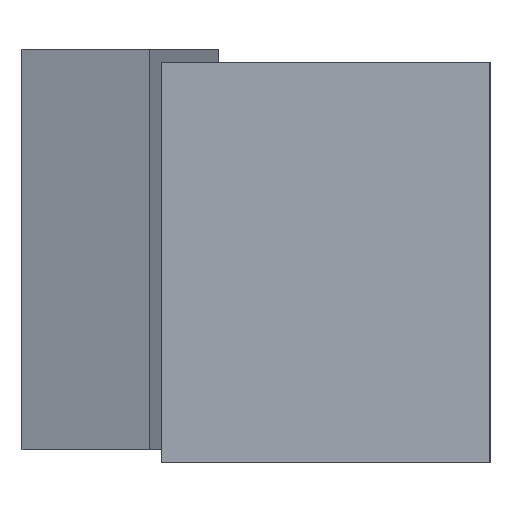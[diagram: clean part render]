
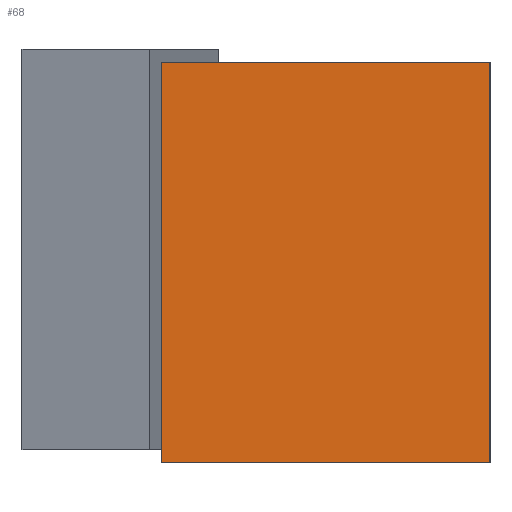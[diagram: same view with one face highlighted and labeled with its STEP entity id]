
A CAD part, left-side view. The second image highlights one B-rep face of the part: STEP entity #68.
In plain terms, the highlighted planar face has unit normal (-1, 0, 0).
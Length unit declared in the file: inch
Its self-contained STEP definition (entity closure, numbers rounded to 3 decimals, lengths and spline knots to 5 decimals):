
#2 = VERTEX_POINT ( 'NONE', #1323 ) ;
#68 = ADVANCED_FACE ( 'NONE', ( #2843 ), #690, .F. ) ;
#103 = LINE ( 'NONE', #274, #3706 ) ;
#109 = EDGE_CURVE ( 'NONE', #3577, #2937, #2622, .T. ) ;
#197 = ORIENTED_EDGE ( 'NONE', *, *, #3920, .F. ) ;
#224 = EDGE_LOOP ( 'NONE', ( #594, #197, #1965, #2027 ) ) ;
#270 = LINE ( 'NONE', #2339, #2933 ) ;
#274 = CARTESIAN_POINT ( 'NONE',  ( -1.094, 0.615, 0.375 ) ) ;
#321 = CARTESIAN_POINT ( 'NONE',  ( -1.094, 0.615, 0.375 ) ) ;
#353 = DIRECTION ( 'NONE',  ( 0., 0., 1. ) ) ;
#362 = DIRECTION ( 'NONE',  ( 0., 0., 1. ) ) ;
#594 = ORIENTED_EDGE ( 'NONE', *, *, #109, .T. ) ;
#690 = PLANE ( 'NONE',  #2164 ) ;
#1032 = CARTESIAN_POINT ( 'NONE',  ( -1.094, 0.615, 0.375 ) ) ;
#1044 = CARTESIAN_POINT ( 'NONE',  ( -1.094, 0., 0.375 ) ) ;
#1248 = VERTEX_POINT ( 'NONE', #2329 ) ;
#1323 = CARTESIAN_POINT ( 'NONE',  ( -1.094, 0.615, 0.375 ) ) ;
#1374 = DIRECTION ( 'NONE',  ( 0., 0., -1. ) ) ;
#1952 = EDGE_CURVE ( 'NONE', #1248, #2, #2993, .T. ) ;
#1965 = ORIENTED_EDGE ( 'NONE', *, *, #1952, .F. ) ;
#1999 = DIRECTION ( 'NONE',  ( 0., -1., 0. ) ) ;
#2027 = ORIENTED_EDGE ( 'NONE', *, *, #3477, .T. ) ;
#2074 = VECTOR ( 'NONE', #362, 39.37008 ) ;
#2164 = AXIS2_PLACEMENT_3D ( 'NONE', #321, #3475, #1374 ) ;
#2329 = CARTESIAN_POINT ( 'NONE',  ( -1.094, 0.615, -0.375 ) ) ;
#2339 = CARTESIAN_POINT ( 'NONE',  ( -1.094, 0.615, -0.375 ) ) ;
#2392 = CARTESIAN_POINT ( 'NONE',  ( -1.094, 0., -0.375 ) ) ;
#2622 = LINE ( 'NONE', #1044, #4502 ) ;
#2687 = DIRECTION ( 'NONE',  ( 0., -1., 0. ) ) ;
#2843 = FACE_OUTER_BOUND ( 'NONE', #224, .T. ) ;
#2933 = VECTOR ( 'NONE', #2687, 39.37008 ) ;
#2937 = VERTEX_POINT ( 'NONE', #3599 ) ;
#2993 = LINE ( 'NONE', #1032, #2074 ) ;
#3475 = DIRECTION ( 'NONE',  ( 1., 0., 0. ) ) ;
#3477 = EDGE_CURVE ( 'NONE', #1248, #3577, #270, .T. ) ;
#3577 = VERTEX_POINT ( 'NONE', #2392 ) ;
#3599 = CARTESIAN_POINT ( 'NONE',  ( -1.094, 0., 0.375 ) ) ;
#3706 = VECTOR ( 'NONE', #1999, 39.37008 ) ;
#3920 = EDGE_CURVE ( 'NONE', #2, #2937, #103, .T. ) ;
#4502 = VECTOR ( 'NONE', #353, 39.37008 ) ;
